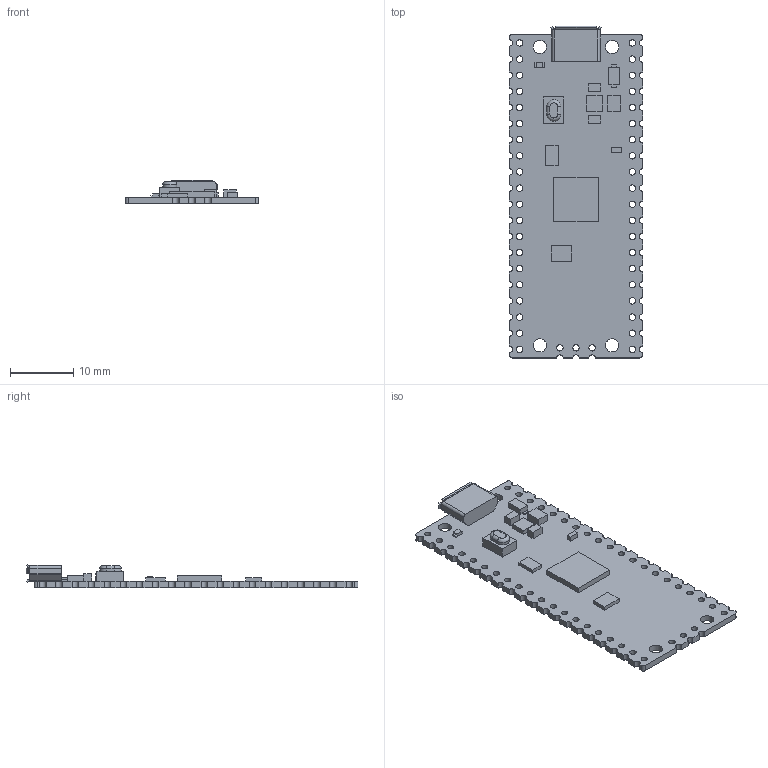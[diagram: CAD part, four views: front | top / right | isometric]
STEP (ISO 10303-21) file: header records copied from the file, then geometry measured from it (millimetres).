
FILE_DESCRIPTION(/* description */ ('STEP AP214'),/* implementation_level */ '2;1');
FILE_NAME(/* name */ '6051d9a47671661595e67433',/* time_stamp */ '2021-03-17T10:27:50+00:00',/* author */ (''),/* organization */ (''),/* preprocessor_version */ 'ST-DEVELOPER v18.1',/* originating_system */ ' ',/* authorisation */ ' ');
FILE_SCHEMA (('AUTOMOTIVE_DESIGN {1 0 10303 214 3 1 1}'));
Length unit declared in the file: metre
Products named in the file (17): PICO_assm_140121.STEP; PICO_DIODES.STEP; PICO_REF_LED.STEP; PICO_BOURNS.STEP; PICO_AEL.STEP; PICO_REF_MICROCONTROLLER.STEP; PICO_REF_SWITCH.STEP; PICO_MURATA.STEP; PICO_REF_USB.STEP; PICO_RICHTEK.STEP; PICO_WINBOND.STEP; PICO_REF_ONSEMI.STEP; PICO_REF_BOARD.STEP
Assembly tree (17 placements, depth 2):
  PICO_assm_140121.STEP
    PICO_DIODES.STEP
    PICO_REF_LED.STEP
    PICO_BOURNS.STEP
    PICO_AEL.STEP
    PICO_REF_MICROCONTROLLER.STEP
    PICO_REF_SWITCH.STEP
    PICO_MURATA.STEP  x2
    PICO_REF_USB.STEP
    PICO_REF_USB.STEP
    PICO_RICHTEK.STEP
    PICO_REF_USB.STEP
    PICO_REF_USB.STEP
    PICO_WINBOND.STEP
    PICO_REF_ONSEMI.STEP
    PICO_REF_BOARD.STEP
    PICO_REF_USB.STEP
Bounding box: 21 x 52.3 x 3.73 mm (x, y, z)
Volume: 1144.9 mm3; surface area: 2891.5 mm2
Topology: 17 solids, 17 shells, 297 faces, 779 edges, 518 vertices
Faces by surface type: plane 177, cylinder 118, torus 2
Full cylindrical faces by diameter (mm): 1 x43, 2.1 x4
Entity records: 9436 total; most frequent: DIRECTION 1576, CARTESIAN_POINT 1539, ORIENTED_EDGE 1440, EDGE_CURVE 720, AXIS2_PLACEMENT_3D 547, VERTEX_POINT 510, LINE 482, VECTOR 482
